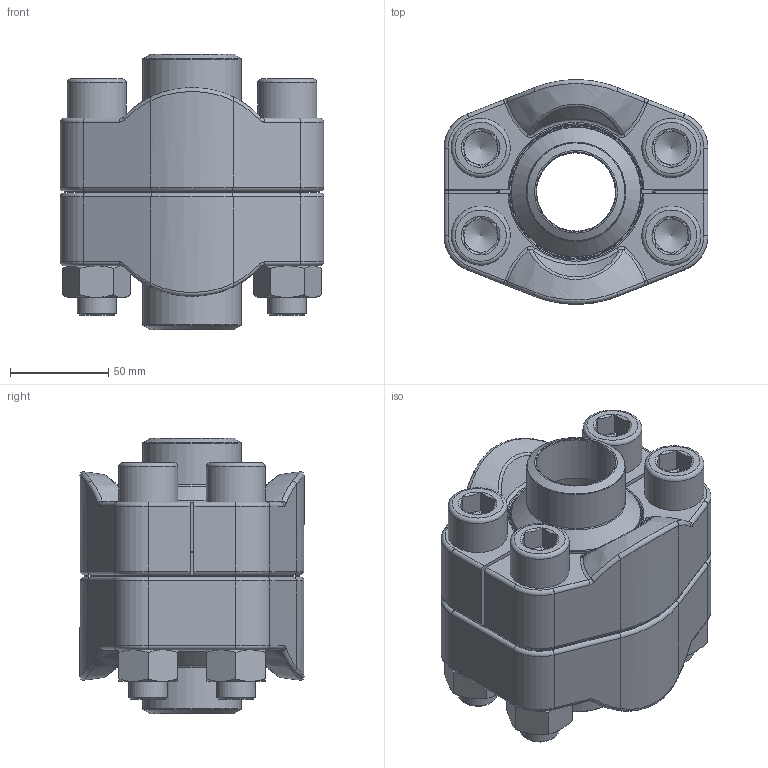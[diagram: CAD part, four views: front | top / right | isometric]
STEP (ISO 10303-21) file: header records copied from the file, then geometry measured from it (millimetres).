
FILE_DESCRIPTION(/* description */ (''),/* implementation_level */ '2;1');
FILE_NAME(/* name */ 'AFK51-613.stp',/* time_stamp */ '2025-01-09T12:17:17+01:00',/* author */ (''),/* organization */ (''),/* preprocessor_version */ 'ST-DEVELOPER v16',/* originating_system */ 'SIEMENS PLM Software NX 10.0',/* authorisation */ '');
FILE_SCHEMA (('AUTOMOTIVE_DESIGN { 1 0 10303 214 3 1 1 1 }'));
Length unit declared in the file: millimetre
Products named in the file (9): X-AFH51-6_einzel; X-AFK51-6; X-AFV51-6; X-FM20; X-M20x100I; X-O56; X-AFA51-6; X-AFH51-6; AFK51-6
Assembly tree (15 placements, depth 3):
  AFK51-6
    X-AFH51-6
      X-AFH51-6_einzel  x2
    X-AFA51-6
    X-O56
    X-M20x100I  x4
    X-FM20  x4
    X-AFV51-6
    X-AFK51-6
Bounding box: 134 x 113.86 x 140 mm (x, y, z)
Volume: 990933.2 mm3; surface area: 218331.9 mm2
Topology: 14 solids, 14 shells, 432 faces, 933 edges, 536 vertices
Faces by surface type: cone 135, plane 127, cylinder 78, torus 63, bspline 24, sphere 4, revolution 1
Full cylindrical faces by diameter (mm): 18.344 x4, 19.623 x4, 21 x8, 30 x4, 40 x2, 50 x2, 51 x2, 56.034 x1, 63.8 x1, 66.3 x2, 67.55 x1, 79.4 x2, 80.15 x1
Entity records: 6751 total; most frequent: CARTESIAN_POINT 1919, DIRECTION 1029, ORIENTED_EDGE 822, AXIS2_PLACEMENT_3D 467, EDGE_CURVE 411, EDGE_LOOP 320, VERTEX_POINT 275, CIRCLE 243
